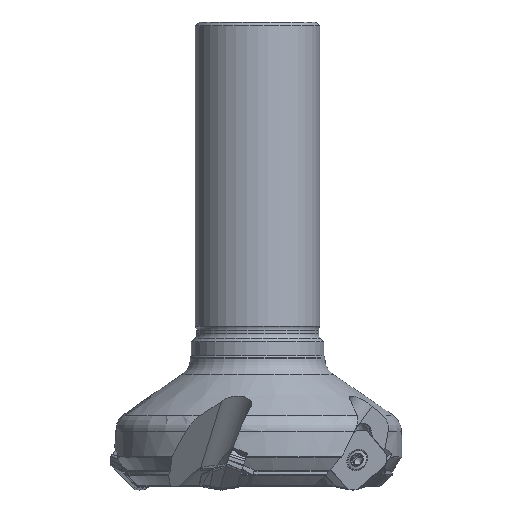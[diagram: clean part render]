
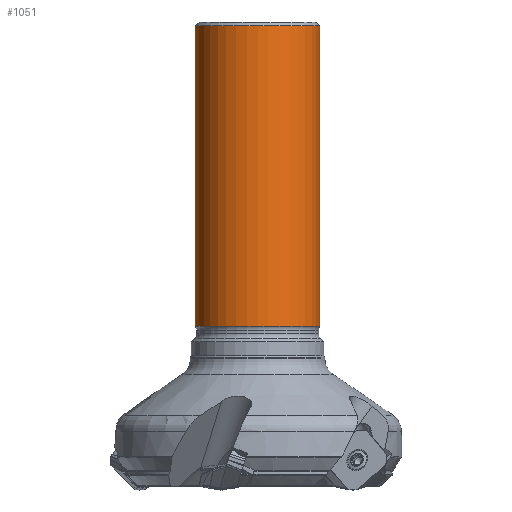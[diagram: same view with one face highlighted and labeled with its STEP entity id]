
A CAD part, front view. The second image highlights one B-rep face of the part: STEP entity #1051.
In plain terms, the highlighted cylindrical face has radius 15.99 mm (diameter 31.98 mm), a full revolution.
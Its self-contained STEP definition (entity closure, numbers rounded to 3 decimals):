
#243=CYLINDRICAL_SURFACE('',#10385,15.99);
#1051=ADVANCED_FACE('',(#2030,#2031),#243,.T.);
#1819=CIRCLE('',#10383,15.99);
#1820=CIRCLE('',#10384,15.99);
#2030=FACE_BOUND('',#2268,.T.);
#2031=FACE_BOUND('',#2269,.T.);
#2268=EDGE_LOOP('',(#4206));
#2269=EDGE_LOOP('',(#4207));
#4206=ORIENTED_EDGE('',*,*,#7992,.T.);
#4207=ORIENTED_EDGE('',*,*,#7993,.T.);
#6876=VERTEX_POINT('',#16432);
#6877=VERTEX_POINT('',#16434);
#7992=EDGE_CURVE('',#6876,#6876,#1819,.T.);
#7993=EDGE_CURVE('',#6877,#6877,#1820,.T.);
#10383=AXIS2_PLACEMENT_3D('',#16431,#11813,#11814);
#10384=AXIS2_PLACEMENT_3D('',#16433,#11815,#11816);
#10385=AXIS2_PLACEMENT_3D('',#16435,#11817,#11818);
#11813=DIRECTION('',(0.,0.,1.));
#11814=DIRECTION('',(1.,0.,0.));
#11815=DIRECTION('',(0.,0.,-1.));
#11816=DIRECTION('',(1.,0.,0.));
#11817=DIRECTION('',(0.,0.,1.));
#11818=DIRECTION('',(1.,0.,0.));
#16431=CARTESIAN_POINT('',(0.,0.,-78.012));
#16432=CARTESIAN_POINT('',(15.99,0.,-78.012));
#16433=CARTESIAN_POINT('',(0.,0.,-1.));
#16434=CARTESIAN_POINT('',(15.99,0.,-1.));
#16435=CARTESIAN_POINT('',(0.,0.,-57.104));
